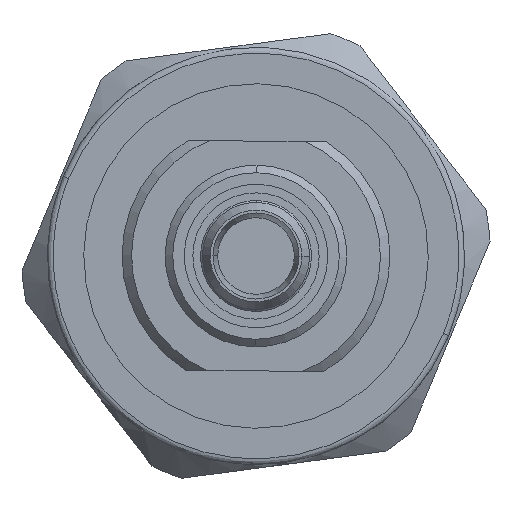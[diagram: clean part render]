
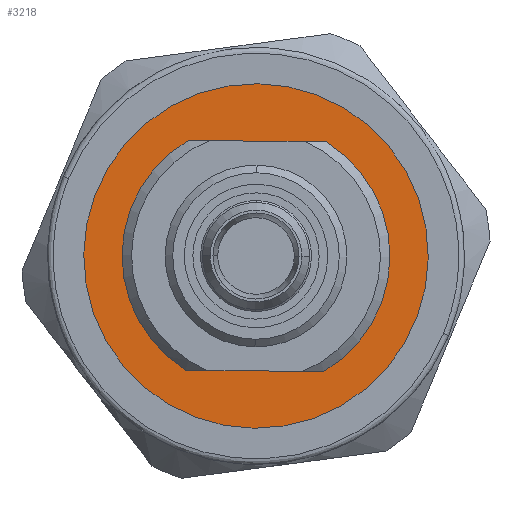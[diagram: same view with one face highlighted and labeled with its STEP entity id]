
A CAD part, left-side view. The second image highlights one B-rep face of the part: STEP entity #3218.
In plain terms, the highlighted planar face has unit normal (-1, 0, 0).
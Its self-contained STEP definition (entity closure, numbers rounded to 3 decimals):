
#102 = VERTEX_POINT ( 'NONE', #3921 ) ;
#206 = EDGE_CURVE ( 'NONE', #4769, #401, #278, .T. ) ;
#215 = CARTESIAN_POINT ( 'NONE',  ( 7.5, -0.101, 8.999 ) ) ;
#278 = LINE ( 'NONE', #676, #4850 ) ;
#296 = FACE_OUTER_BOUND ( 'NONE', #2018, .T. ) ;
#336 = CARTESIAN_POINT ( 'NONE',  ( 7.5, 0., 0. ) ) ;
#401 = VERTEX_POINT ( 'NONE', #4610 ) ;
#550 = CARTESIAN_POINT ( 'NONE',  ( 7.5, 0., 0. ) ) ;
#676 = CARTESIAN_POINT ( 'NONE',  ( 7.5, 8.932, 6.1 ) ) ;
#818 = AXIS2_PLACEMENT_3D ( 'NONE', #336, #3217, #5291 ) ;
#1085 = EDGE_CURVE ( 'NONE', #102, #1709, #4126, .T. ) ;
#1211 = DIRECTION ( 'NONE',  ( 1., 0., 0. ) ) ;
#1218 = AXIS2_PLACEMENT_3D ( 'NONE', #3689, #1211, #4918 ) ;
#1254 = EDGE_CURVE ( 'NONE', #4939, #4769, #2805, .T. ) ;
#1360 = DIRECTION ( 'NONE',  ( 0., 1., 0.011 ) ) ;
#1363 = ORIENTED_EDGE ( 'NONE', *, *, #1085, .T. ) ;
#1401 = DIRECTION ( 'NONE',  ( -1., 0., 0. ) ) ;
#1414 = CARTESIAN_POINT ( 'NONE',  ( 7.5, 9.066, -5.899 ) ) ;
#1441 = ORIENTED_EDGE ( 'NONE', *, *, #1254, .T. ) ;
#1680 = ORIENTED_EDGE ( 'NONE', *, *, #4562, .T. ) ;
#1709 = VERTEX_POINT ( 'NONE', #215 ) ;
#1906 = CIRCLE ( 'NONE', #5286, 9. ) ;
#1917 = DIRECTION ( 'NONE',  ( 0., -1., -0.011 ) ) ;
#1942 = ORIENTED_EDGE ( 'NONE', *, *, #206, .T. ) ;
#1996 = AXIS2_PLACEMENT_3D ( 'NONE', #2648, #2232, #3513 ) ;
#2001 = EDGE_LOOP ( 'NONE', ( #1680, #5309, #1441, #1942 ) ) ;
#2018 = EDGE_LOOP ( 'NONE', ( #1363, #2184 ) ) ;
#2064 = EDGE_CURVE ( 'NONE', #1709, #102, #1906, .T. ) ;
#2107 = EDGE_CURVE ( 'NONE', #4340, #4939, #2215, .T. ) ;
#2184 = ORIENTED_EDGE ( 'NONE', *, *, #2064, .T. ) ;
#2215 = LINE ( 'NONE', #1414, #2921 ) ;
#2232 = DIRECTION ( 'NONE',  ( -1., 0., 0. ) ) ;
#2648 = CARTESIAN_POINT ( 'NONE',  ( 7.5, 8.999, 0.101 ) ) ;
#2805 = CIRCLE ( 'NONE', #3870, 7. ) ;
#2921 = VECTOR ( 'NONE', #1360, 1000. ) ;
#2950 = PLANE ( 'NONE',  #1996 ) ;
#3217 = DIRECTION ( 'NONE',  ( -1., 0., 0. ) ) ;
#3218 = ADVANCED_FACE ( 'NONE', ( #296, #4658 ), #2950, .T. ) ;
#3411 = DIRECTION ( 'NONE',  ( 1., 0., 0. ) ) ;
#3425 = DIRECTION ( 'NONE',  ( 0., 0.011, -1. ) ) ;
#3431 = DIRECTION ( 'NONE',  ( 0., 0.011, -1. ) ) ;
#3474 = CARTESIAN_POINT ( 'NONE',  ( 7.5, 0., 0. ) ) ;
#3513 = DIRECTION ( 'NONE',  ( 0., -0.011, 1. ) ) ;
#3566 = CARTESIAN_POINT ( 'NONE',  ( 7.5, 3.672, -5.959 ) ) ;
#3689 = CARTESIAN_POINT ( 'NONE',  ( 7.5, 0., 0. ) ) ;
#3870 = AXIS2_PLACEMENT_3D ( 'NONE', #550, #3411, #3425 ) ;
#3921 = CARTESIAN_POINT ( 'NONE',  ( 7.5, 0.101, -8.999 ) ) ;
#4126 = CIRCLE ( 'NONE', #818, 9. ) ;
#4237 = CARTESIAN_POINT ( 'NONE',  ( 7.5, -3.538, -6.04 ) ) ;
#4340 = VERTEX_POINT ( 'NONE', #4237 ) ;
#4426 = CIRCLE ( 'NONE', #1218, 7. ) ;
#4562 = EDGE_CURVE ( 'NONE', #401, #4340, #4426, .T. ) ;
#4610 = CARTESIAN_POINT ( 'NONE',  ( 7.5, -3.672, 5.959 ) ) ;
#4658 = FACE_BOUND ( 'NONE', #2001, .T. ) ;
#4710 = CARTESIAN_POINT ( 'NONE',  ( 7.5, 3.538, 6.04 ) ) ;
#4769 = VERTEX_POINT ( 'NONE', #4710 ) ;
#4850 = VECTOR ( 'NONE', #1917, 1000. ) ;
#4918 = DIRECTION ( 'NONE',  ( 0., 0.011, -1. ) ) ;
#4939 = VERTEX_POINT ( 'NONE', #3566 ) ;
#5286 = AXIS2_PLACEMENT_3D ( 'NONE', #3474, #1401, #3431 ) ;
#5291 = DIRECTION ( 'NONE',  ( 0., 0.011, -1. ) ) ;
#5309 = ORIENTED_EDGE ( 'NONE', *, *, #2107, .T. ) ;
